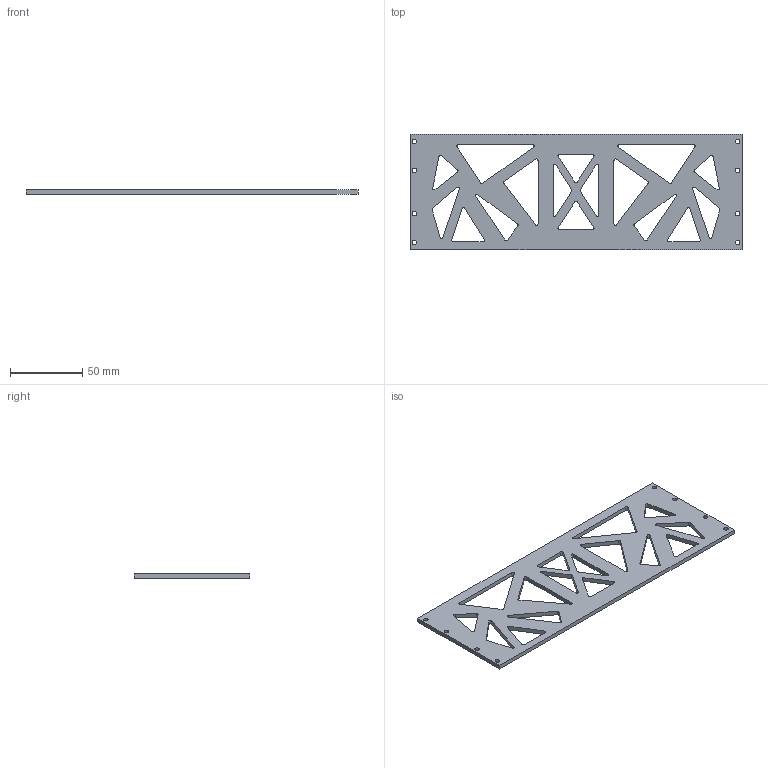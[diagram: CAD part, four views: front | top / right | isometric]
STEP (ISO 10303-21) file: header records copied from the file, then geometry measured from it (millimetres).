
FILE_DESCRIPTION (( 'STEP AP214' ), '1' );
FILE_NAME ('ºóµ²°å.STEP', '2023-04-09T14:28:29', ( '' ), ( '' ), 'SwSTEP 2.0', 'SolidWorks 2022', '' );
FILE_SCHEMA (( 'AUTOMOTIVE_DESIGN' ));
Length unit declared in the file: millimetre
Products named in the file (1): 綴結啣
Bounding box: 230 x 80 x 3 mm (x, y, z)
Volume: 37207.8 mm3; surface area: 31142.9 mm2
Topology: 1 solids, 1 shells, 132 faces, 390 edges, 260 vertices
Faces by surface type: cylinder 78, plane 54
Entity records: 4600 total; most frequent: DIRECTION 812, CARTESIAN_POINT 783, ORIENTED_EDGE 780, EDGE_CURVE 390, AXIS2_PLACEMENT_3D 289, VERTEX_POINT 260, VECTOR 234, LINE 234
